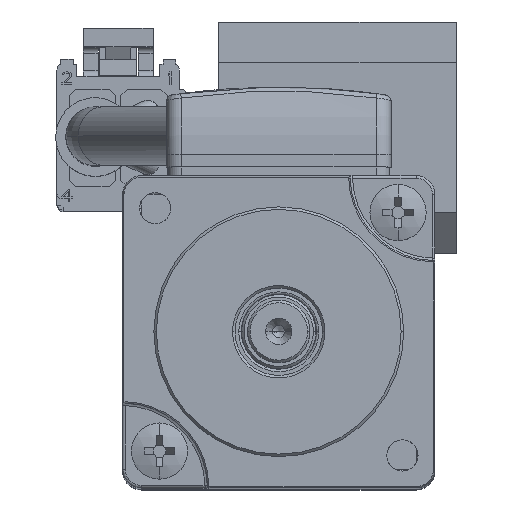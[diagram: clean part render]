
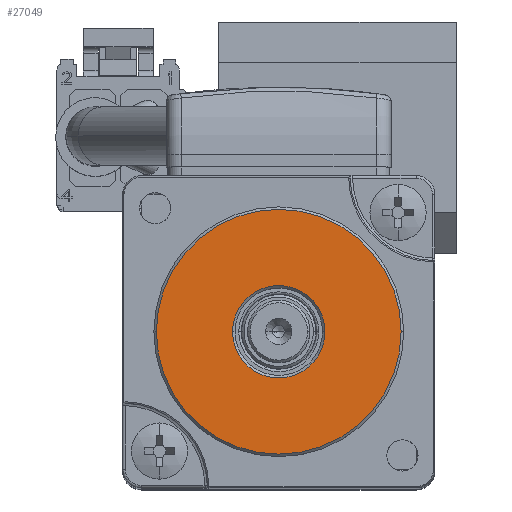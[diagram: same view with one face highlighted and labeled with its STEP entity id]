
A CAD part, top view. The second image highlights one B-rep face of the part: STEP entity #27049.
In plain terms, the highlighted planar face has unit normal (0, 0, 1).
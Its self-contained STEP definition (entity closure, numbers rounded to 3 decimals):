
#26839=CARTESIAN_POINT('',(9.8,0.,36.125));
#26840=VERTEX_POINT('',#26839);
#26847=CARTESIAN_POINT('',(-9.8,0.,36.125));
#26848=VERTEX_POINT('',#26847);
#26849=CARTESIAN_POINT('',(0.,0.,36.125));
#26850=DIRECTION('',(1.,0.,0.));
#26851=DIRECTION('',(0.,0.,-1.));
#26852=AXIS2_PLACEMENT_3D('',#26849,#26851,#26850);
#26853=CIRCLE('',#26852,9.8);
#26854=EDGE_CURVE('',#26840,#26848,#26853,.T.);
#26871=CARTESIAN_POINT('',(0.,0.,36.125));
#26872=DIRECTION('',(-1.,0.,0.));
#26873=DIRECTION('',(0.,0.,-1.));
#26874=AXIS2_PLACEMENT_3D('',#26871,#26873,#26872);
#26875=CIRCLE('',#26874,9.8);
#26876=EDGE_CURVE('',#26848,#26840,#26875,.T.);
#27020=CARTESIAN_POINT('',(0.,0.,36.125));
#27021=DIRECTION('',(1.,0.,0.));
#27022=DIRECTION('',(-0.,0.,1.));
#27023=AXIS2_PLACEMENT_3D('',#27020,#27022,#27021);
#27024=PLANE('',#27023);
#27025=ORIENTED_EDGE('',*,*,#26854,.F.);
#27026=ORIENTED_EDGE('',*,*,#26876,.F.);
#27027=EDGE_LOOP('',(#27025,#27026));
#27028=FACE_OUTER_BOUND('',#27027,.T.);
#27029=CARTESIAN_POINT('',(-3.7,0.,36.125));
#27030=VERTEX_POINT('',#27029);
#27031=CARTESIAN_POINT('',(3.7,0.,36.125));
#27032=VERTEX_POINT('',#27031);
#27033=CARTESIAN_POINT('',(0.,0.,36.125));
#27034=DIRECTION('',(-1.,0.,0.));
#27035=DIRECTION('',(0.,0.,1.));
#27036=AXIS2_PLACEMENT_3D('',#27033,#27035,#27034);
#27037=CIRCLE('',#27036,3.7);
#27038=EDGE_CURVE('',#27030,#27032,#27037,.T.);
#27039=ORIENTED_EDGE('',*,*,#27038,.F.);
#27040=CARTESIAN_POINT('',(0.,0.,36.125));
#27041=DIRECTION('',(-1.,0.,0.));
#27042=DIRECTION('',(0.,0.,-1.));
#27043=AXIS2_PLACEMENT_3D('',#27040,#27042,#27041);
#27044=CIRCLE('',#27043,3.7);
#27045=EDGE_CURVE('',#27030,#27032,#27044,.T.);
#27046=ORIENTED_EDGE('',*,*,#27045,.T.);
#27047=EDGE_LOOP('',(#27039,#27046));
#27048=FACE_BOUND('',#27047,.T.);
#27049=ADVANCED_FACE('',(#27028,#27048),#27024,.T.);
